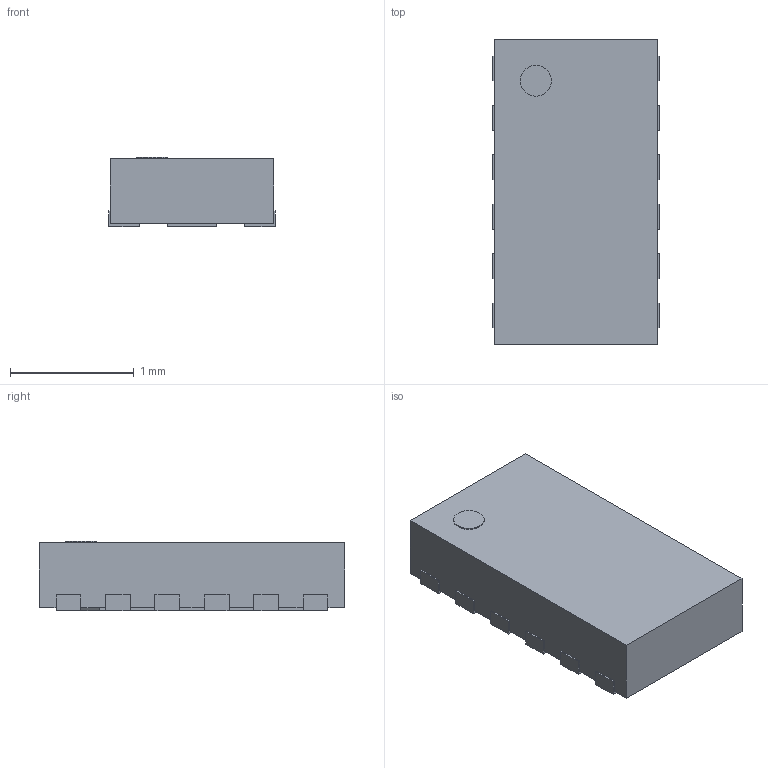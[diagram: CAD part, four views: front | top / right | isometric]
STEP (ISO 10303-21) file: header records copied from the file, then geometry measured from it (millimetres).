
FILE_DESCRIPTION(/* description */ ('model of Nexperia_HUSON-12_USON-12-1EP_1.35x2.5mm_P0.4mm_EP0.4x2mm'),/* implementation_level */ '2;1');
FILE_NAME(/* name */ 'Nexperia_HUSON-12_USON-12-1EP_1.35x2.5mm_P0.4mm_EP0.4x2mm.step',/* time_stamp */ '2023-11-13T09:16:48',/* author */ ('KiCAD','kicad'),/* organization */ ('OCCT'),/* preprocessor_version */ '',/* originating_system */ 'KiCAD',/* authorisation */ '');
FILE_SCHEMA(('AUTOMOTIVE_DESIGN { 1 0 10303 214 1 1 1 1 }'));
Length unit declared in the file: millimetre
Products named in the file (1): Nexperia_HUSON-12_USON-12-1EP_1.35x2.5mm_P0.4mm_EP0.4x2mm
Bounding box: 1.35 x 2.48 x 0.56 mm (x, y, z)
Volume: 1.8 mm3; surface area: 11 mm2
Topology: 1 solids, 1 shells, 86 faces, 246 edges, 164 vertices
Faces by surface type: plane 85, cylinder 1
Full cylindrical faces by diameter (mm): 0.25 x1
Entity records: 3549 total; most frequent: CARTESIAN_POINT 497, ORIENTED_EDGE 492, DIRECTION 422, EDGE_CURVE 246, LINE 244, VECTOR 244, VERTEX_POINT 164, AXIS2_PLACEMENT_3D 89
